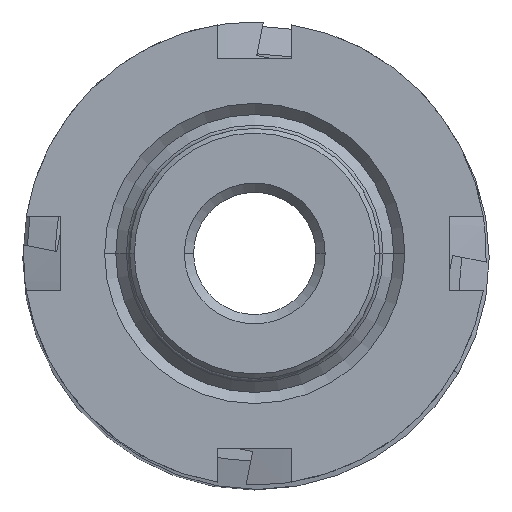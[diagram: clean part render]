
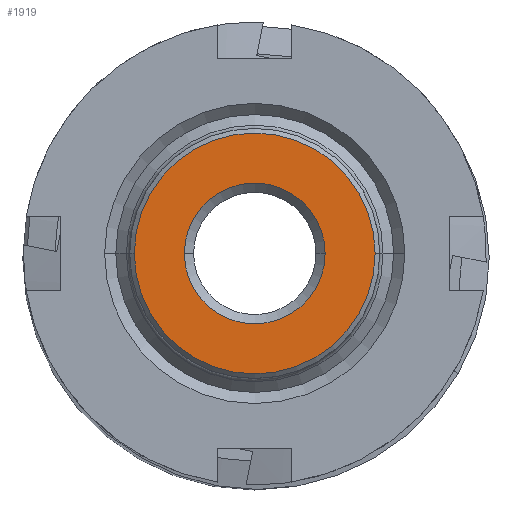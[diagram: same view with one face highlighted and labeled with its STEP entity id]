
A CAD part, front view. The second image highlights one B-rep face of the part: STEP entity #1919.
In plain terms, the highlighted planar face has unit normal (0, -1, 0).
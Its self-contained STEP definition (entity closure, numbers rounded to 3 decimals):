
#54 = FACE_BOUND ( 'NONE', #139, .T. ) ;
#93 = AXIS2_PLACEMENT_3D ( 'NONE', #2642, #3389, #539 ) ;
#101 = ORIENTED_EDGE ( 'NONE', *, *, #2183, .T. ) ;
#102 = CIRCLE ( 'NONE', #798, 6.5 ) ;
#139 = EDGE_LOOP ( 'NONE', ( #4058, #101 ) ) ;
#179 = CARTESIAN_POINT ( 'NONE',  ( 0., -6.413, 0. ) ) ;
#214 = DIRECTION ( 'NONE',  ( -1., 0., 0. ) ) ;
#399 = DIRECTION ( 'NONE',  ( -1., 0., 0. ) ) ;
#406 = CARTESIAN_POINT ( 'NONE',  ( -3.8, -6.413, 0. ) ) ;
#539 = DIRECTION ( 'NONE',  ( -1., 0., 0. ) ) ;
#636 = CIRCLE ( 'NONE', #2463, 6.5 ) ;
#798 = AXIS2_PLACEMENT_3D ( 'NONE', #3901, #3888, #399 ) ;
#818 = ORIENTED_EDGE ( 'NONE', *, *, #2884, .F. ) ;
#960 = PLANE ( 'NONE',  #3367 ) ;
#1076 = VERTEX_POINT ( 'NONE', #3643 ) ;
#1223 = DIRECTION ( 'NONE',  ( -1., 0., 0. ) ) ;
#1602 = EDGE_LOOP ( 'NONE', ( #2041, #818 ) ) ;
#1751 = EDGE_CURVE ( 'NONE', #3387, #3444, #3568, .T. ) ;
#1919 = ADVANCED_FACE ( 'NONE', ( #1966, #54 ), #960, .F. ) ;
#1966 = FACE_OUTER_BOUND ( 'NONE', #1602, .T. ) ;
#2032 = CARTESIAN_POINT ( 'NONE',  ( 3.8, -6.413, 0. ) ) ;
#2041 = ORIENTED_EDGE ( 'NONE', *, *, #4199, .F. ) ;
#2183 = EDGE_CURVE ( 'NONE', #3444, #3387, #4148, .T. ) ;
#2236 = VERTEX_POINT ( 'NONE', #3961 ) ;
#2238 = CARTESIAN_POINT ( 'NONE',  ( 0., -6.413, 0. ) ) ;
#2463 = AXIS2_PLACEMENT_3D ( 'NONE', #2238, #4037, #214 ) ;
#2642 = CARTESIAN_POINT ( 'NONE',  ( 0., -6.413, 0. ) ) ;
#2727 = DIRECTION ( 'NONE',  ( -1., 0., 0. ) ) ;
#2884 = EDGE_CURVE ( 'NONE', #1076, #2236, #102, .T. ) ;
#3164 = CARTESIAN_POINT ( 'NONE',  ( 3.8, -6.413, 0. ) ) ;
#3317 = DIRECTION ( 'NONE',  ( 0., 1., 0. ) ) ;
#3367 = AXIS2_PLACEMENT_3D ( 'NONE', #2032, #3427, #2727 ) ;
#3387 = VERTEX_POINT ( 'NONE', #3164 ) ;
#3389 = DIRECTION ( 'NONE',  ( 0., 1., 0. ) ) ;
#3427 = DIRECTION ( 'NONE',  ( 0., 1., 0. ) ) ;
#3444 = VERTEX_POINT ( 'NONE', #406 ) ;
#3568 = CIRCLE ( 'NONE', #93, 3.8 ) ;
#3643 = CARTESIAN_POINT ( 'NONE',  ( 6.5, -6.413, 0. ) ) ;
#3888 = DIRECTION ( 'NONE',  ( 0., 1., 0. ) ) ;
#3901 = CARTESIAN_POINT ( 'NONE',  ( 0., -6.413, 0. ) ) ;
#3959 = AXIS2_PLACEMENT_3D ( 'NONE', #179, #3317, #1223 ) ;
#3961 = CARTESIAN_POINT ( 'NONE',  ( -6.5, -6.413, 0. ) ) ;
#4037 = DIRECTION ( 'NONE',  ( 0., 1., 0. ) ) ;
#4058 = ORIENTED_EDGE ( 'NONE', *, *, #1751, .T. ) ;
#4148 = CIRCLE ( 'NONE', #3959, 3.8 ) ;
#4199 = EDGE_CURVE ( 'NONE', #2236, #1076, #636, .T. ) ;
